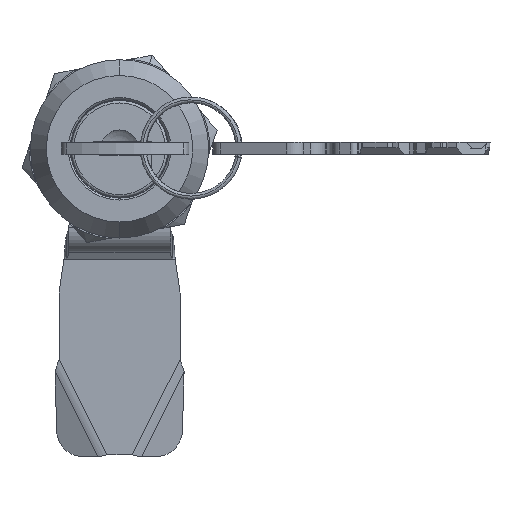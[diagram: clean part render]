
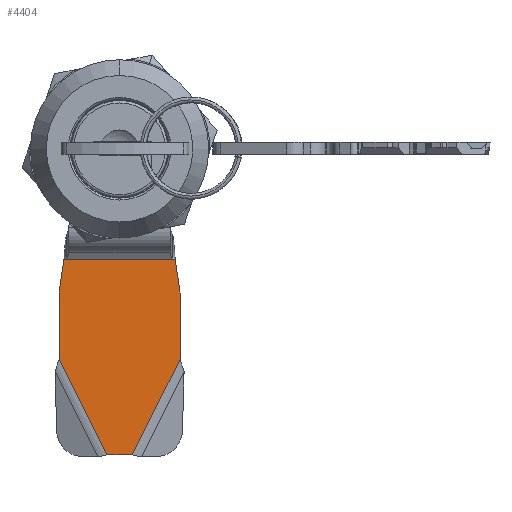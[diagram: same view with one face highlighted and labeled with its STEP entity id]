
A CAD part, top view. The second image highlights one B-rep face of the part: STEP entity #4404.
In plain terms, the highlighted planar face has unit normal (0, 0, 1).
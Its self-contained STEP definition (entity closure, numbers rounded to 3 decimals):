
#193 = DIRECTION ( 'NONE',  ( -0.145, -0.989, 0. ) ) ;
#239 = CARTESIAN_POINT ( 'NONE',  ( 0., -17.263, 73.5 ) ) ;
#580 = CARTESIAN_POINT ( 'NONE',  ( 22.584, -6.828, 73.5 ) ) ;
#695 = AXIS2_PLACEMENT_3D ( 'NONE', #25014, #5598, #13143 ) ;
#1343 = ORIENTED_EDGE ( 'NONE', *, *, #4855, .T. ) ;
#4404 = ADVANCED_FACE ( 'NONE', ( #47154 ), #32587, .T. ) ;
#4647 = VERTEX_POINT ( 'NONE', #36254 ) ;
#4855 = EDGE_CURVE ( 'NONE', #14414, #4647, #44276, .T. ) ;
#5598 = DIRECTION ( 'NONE',  ( 0., 0., 1. ) ) ;
#6589 = DIRECTION ( 'NONE',  ( 0., -1., 0. ) ) ;
#6608 = DIRECTION ( 'NONE',  ( 0., -1., 0. ) ) ;
#6865 = DIRECTION ( 'NONE',  ( -0.145, 0.989, 0. ) ) ;
#7123 = DIRECTION ( 'NONE',  ( 0., -1., 0. ) ) ;
#7261 = CARTESIAN_POINT ( 'NONE',  ( 9.458, -22.211, 73.5 ) ) ;
#8231 = CARTESIAN_POINT ( 'NONE',  ( 9.5, -48., 73.5 ) ) ;
#9295 = VERTEX_POINT ( 'NONE', #30980 ) ;
#9864 = VERTEX_POINT ( 'NONE', #45729 ) ;
#10442 = VERTEX_POINT ( 'NONE', #18266 ) ;
#10935 = LINE ( 'NONE', #239, #34345 ) ;
#10948 = EDGE_CURVE ( 'NONE', #40844, #11822, #37181, .T. ) ;
#11329 = CARTESIAN_POINT ( 'NONE',  ( -22.584, -6.828, 73.5 ) ) ;
#11822 = VERTEX_POINT ( 'NONE', #45993 ) ;
#13143 = DIRECTION ( 'NONE',  ( 0., -1., 0. ) ) ;
#13731 = VERTEX_POINT ( 'NONE', #46340 ) ;
#14169 = CARTESIAN_POINT ( 'NONE',  ( 5.5, -22.792, 73.5 ) ) ;
#14414 = VERTEX_POINT ( 'NONE', #7261 ) ;
#15013 = CARTESIAN_POINT ( 'NONE',  ( -7.3, -7.5, 73.5 ) ) ;
#17272 = VECTOR ( 'NONE', #26703, 1000. ) ;
#17295 = AXIS2_PLACEMENT_3D ( 'NONE', #39873, #47392, #6589 ) ;
#18132 = LINE ( 'NONE', #11329, #28545 ) ;
#18266 = CARTESIAN_POINT ( 'NONE',  ( -9.5, -32.996, 73.5 ) ) ;
#18560 = LINE ( 'NONE', #580, #46053 ) ;
#18750 = LINE ( 'NONE', #36505, #23978 ) ;
#18754 = VECTOR ( 'NONE', #6865, 1000. ) ;
#19411 = LINE ( 'NONE', #8231, #17272 ) ;
#19744 = CARTESIAN_POINT ( 'NONE',  ( 9.5, -22.792, 73.5 ) ) ;
#20333 = VERTEX_POINT ( 'NONE', #19744 ) ;
#20485 = ORIENTED_EDGE ( 'NONE', *, *, #22006, .T. ) ;
#21020 = EDGE_CURVE ( 'NONE', #9295, #20333, #19411, .T. ) ;
#22006 = EDGE_CURVE ( 'NONE', #4647, #42917, #10935, .T. ) ;
#22402 = ORIENTED_EDGE ( 'NONE', *, *, #23204, .T. ) ;
#23196 = ORIENTED_EDGE ( 'NONE', *, *, #47520, .F. ) ;
#23204 = EDGE_CURVE ( 'NONE', #20333, #14414, #44468, .T. ) ;
#23769 = ORIENTED_EDGE ( 'NONE', *, *, #26942, .T. ) ;
#23978 = VECTOR ( 'NONE', #33582, 1000. ) ;
#24687 = EDGE_CURVE ( 'NONE', #42917, #40844, #44409, .T. ) ;
#24787 = VECTOR ( 'NONE', #6608, 1000. ) ;
#25014 = CARTESIAN_POINT ( 'NONE',  ( -5.5, -22.792, 73.5 ) ) ;
#25060 = CARTESIAN_POINT ( 'NONE',  ( -9.5, -48., 73.5 ) ) ;
#26703 = DIRECTION ( 'NONE',  ( 0., 1., 0. ) ) ;
#26942 = EDGE_CURVE ( 'NONE', #13731, #9864, #18750, .T. ) ;
#27704 = EDGE_CURVE ( 'NONE', #11822, #10442, #31897, .T. ) ;
#28545 = VECTOR ( 'NONE', #33687, 1000. ) ;
#28958 = AXIS2_PLACEMENT_3D ( 'NONE', #14169, #35802, #7123 ) ;
#29220 = CARTESIAN_POINT ( 'NONE',  ( 9.5, -22.5, 73.5 ) ) ;
#30461 = DIRECTION ( 'NONE',  ( 0.447, 0.894, 0. ) ) ;
#30844 = ORIENTED_EDGE ( 'NONE', *, *, #40107, .T. ) ;
#30980 = CARTESIAN_POINT ( 'NONE',  ( 9.5, -32.996, 73.5 ) ) ;
#31897 = LINE ( 'NONE', #25060, #24787 ) ;
#31992 = VECTOR ( 'NONE', #193, 1000. ) ;
#32587 = PLANE ( 'NONE',  #17295 ) ;
#33582 = DIRECTION ( 'NONE',  ( 1., 0., 0. ) ) ;
#33687 = DIRECTION ( 'NONE',  ( -0.447, 0.894, 0. ) ) ;
#33990 = CARTESIAN_POINT ( 'NONE',  ( -9.458, -22.211, 73.5 ) ) ;
#34345 = VECTOR ( 'NONE', #40330, 1000. ) ;
#34819 = EDGE_LOOP ( 'NONE', ( #23196, #23769, #30844, #42370, #22402, #1343, #20485, #47483, #43853, #47772 ) ) ;
#35482 = CARTESIAN_POINT ( 'NONE',  ( -8.732, -17.263, 73.5 ) ) ;
#35802 = DIRECTION ( 'NONE',  ( 0., 0., 1. ) ) ;
#36254 = CARTESIAN_POINT ( 'NONE',  ( 8.732, -17.263, 73.5 ) ) ;
#36505 = CARTESIAN_POINT ( 'NONE',  ( 9.5, -48., 73.5 ) ) ;
#37181 = CIRCLE ( 'NONE', #695, 4. ) ;
#39873 = CARTESIAN_POINT ( 'NONE',  ( 0., 4.464, 73.5 ) ) ;
#40107 = EDGE_CURVE ( 'NONE', #9864, #9295, #18560, .T. ) ;
#40330 = DIRECTION ( 'NONE',  ( -1., 0., 0. ) ) ;
#40844 = VERTEX_POINT ( 'NONE', #33990 ) ;
#42370 = ORIENTED_EDGE ( 'NONE', *, *, #21020, .T. ) ;
#42917 = VERTEX_POINT ( 'NONE', #35482 ) ;
#43853 = ORIENTED_EDGE ( 'NONE', *, *, #10948, .T. ) ;
#44276 = LINE ( 'NONE', #29220, #18754 ) ;
#44409 = LINE ( 'NONE', #15013, #31992 ) ;
#44468 = CIRCLE ( 'NONE', #28958, 4. ) ;
#45729 = CARTESIAN_POINT ( 'NONE',  ( 1.998, -48., 73.5 ) ) ;
#45993 = CARTESIAN_POINT ( 'NONE',  ( -9.5, -22.792, 73.5 ) ) ;
#46053 = VECTOR ( 'NONE', #30461, 1000. ) ;
#46340 = CARTESIAN_POINT ( 'NONE',  ( -1.998, -48., 73.5 ) ) ;
#47154 = FACE_OUTER_BOUND ( 'NONE', #34819, .T. ) ;
#47392 = DIRECTION ( 'NONE',  ( 0., 0., 1. ) ) ;
#47483 = ORIENTED_EDGE ( 'NONE', *, *, #24687, .T. ) ;
#47520 = EDGE_CURVE ( 'NONE', #13731, #10442, #18132, .T. ) ;
#47772 = ORIENTED_EDGE ( 'NONE', *, *, #27704, .T. ) ;
